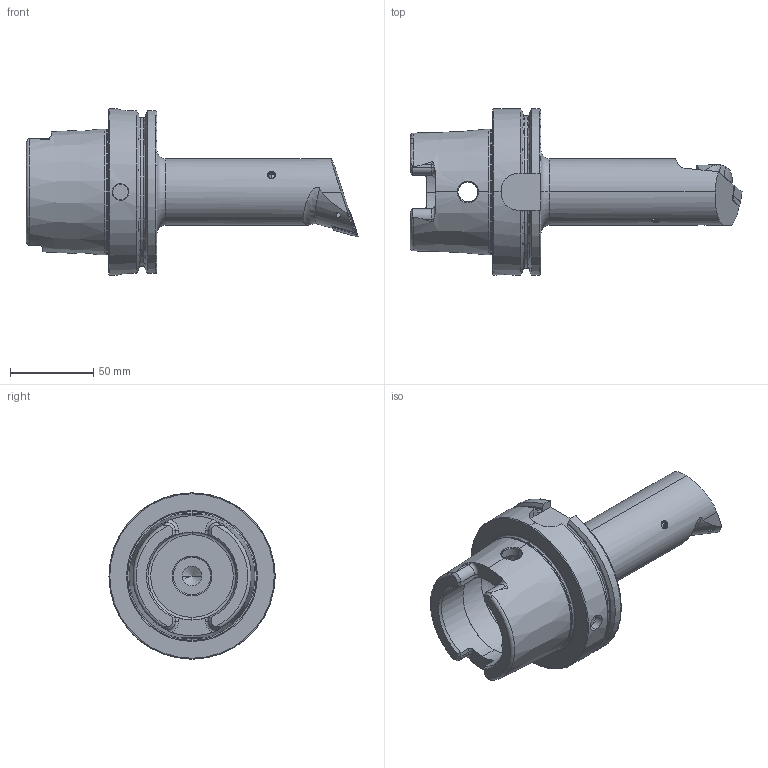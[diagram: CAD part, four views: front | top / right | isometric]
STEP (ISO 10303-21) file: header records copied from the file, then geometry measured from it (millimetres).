
FILE_DESCRIPTION (( 'STEP AP214' ), '1' );
FILE_NAME ('HA0.BDF.RQC.150.STEP', '2023-09-18T09:49:00', ( '' ), ( '' ), 'SwSTEP 2.0', 'SolidWorks 2017', '' );
FILE_SCHEMA (( 'AUTOMOTIVE_DESIGN' ));
Length unit declared in the file: millimetre
Products named in the file (9): WCC-ER5.102.005_A; HA0.BDF.RQC.150; WCC-ER2.001.010_A; KVT_MB_600_050; WCC-ER3.102.024_C; WDF-ER2.101.003_A; HA0-BDF.RQC.150_A_Fertigbearbeitung; WCC-ER4.102.020_A; DNMG150604
Assembly tree (8 placements, depth 2):
  HA0.BDF.RQC.150
    HA0-BDF.RQC.150_A_Fertigbearbeitung
    WDF-ER2.101.003_A
    WCC-ER2.001.010_A
    DNMG150604
    WCC-ER3.102.024_C
    WCC-ER4.102.020_A
    WCC-ER5.102.005_A
    KVT_MB_600_050
Bounding box: 199.9 x 100 x 100 mm (x, y, z)
Volume: 379256.5 mm3; surface area: 71143.2 mm2
Topology: 9 solids, 9 shells, 406 faces, 1012 edges, 614 vertices
Faces by surface type: cylinder 132, plane 101, cone 99, torus 54, bspline 18, sphere 2
Entity records: 15862 total; most frequent: CARTESIAN_POINT 4839, ORIENTED_EDGE 1986, DIRECTION 1941, EDGE_CURVE 993, AXIS2_PLACEMENT_3D 776, VERTEX_POINT 611, EDGE_LOOP 432, FACE_OUTER_BOUND 406
